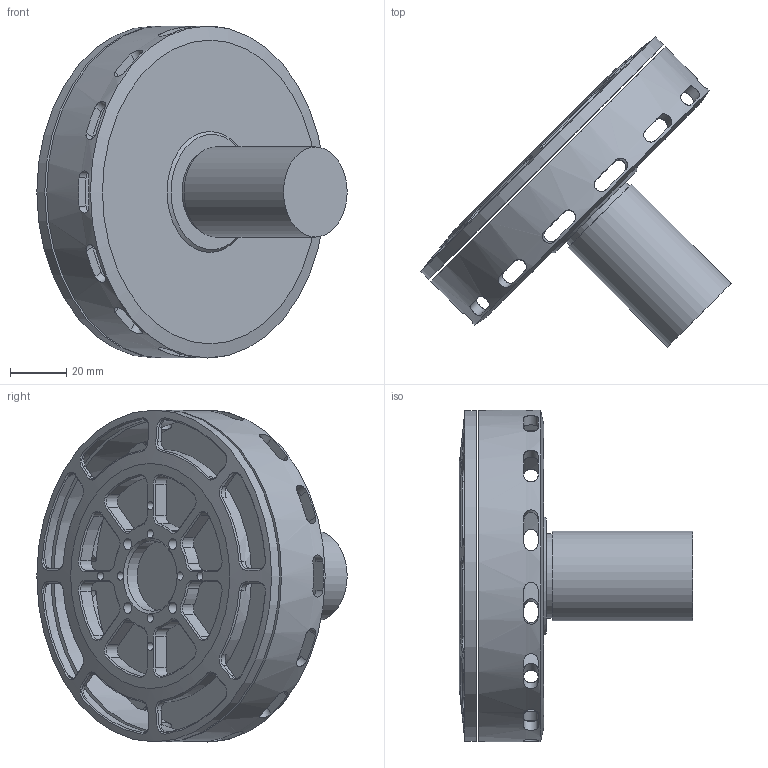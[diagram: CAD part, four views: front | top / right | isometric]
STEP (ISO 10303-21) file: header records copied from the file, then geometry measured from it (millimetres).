
FILE_DESCRIPTION(/* description */ (''),/* implementation_level */ '2;1');
FILE_NAME(/* name */ 'motor v1.step',/* time_stamp */ '2018-05-23T21:35:44-04:00',/* author */ (''),/* organization */ (''),/* preprocessor_version */ 'ST-DEVELOPER v17',/* originating_system */ 'Autodesk Translation Framework v7.1.0.215',/* authorisation */ '');
FILE_SCHEMA (('AUTOMOTIVE_DESIGN { 1 0 10303 214 3 1 1 }'));
Length unit declared in the file: millimetre
Products named in the file (1): motor
Bounding box: 110.31 x 110.31 x 118 mm (x, y, z)
Volume: 112436.8 mm3; surface area: 62674.6 mm2
Topology: 3 solids, 3 shells, 356 faces, 1003 edges, 622 vertices
Faces by surface type: cylinder 128, plane 80, bspline 80, cone 68
Full cylindrical faces by diameter (mm): 3 x8, 4 x4, 25 x1, 30 x1, 32 x1, 90 x1, 111 x1, 112 x1, 118 x2
Entity records: 15445 total; most frequent: CARTESIAN_POINT 6364, ORIENTED_EDGE 2006, DIRECTION 1751, EDGE_CURVE 1003, AXIS2_PLACEMENT_3D 639, VERTEX_POINT 622, LINE 473, VECTOR 473
